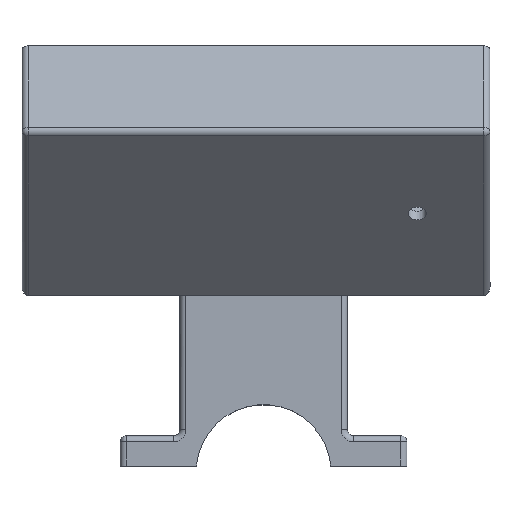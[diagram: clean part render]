
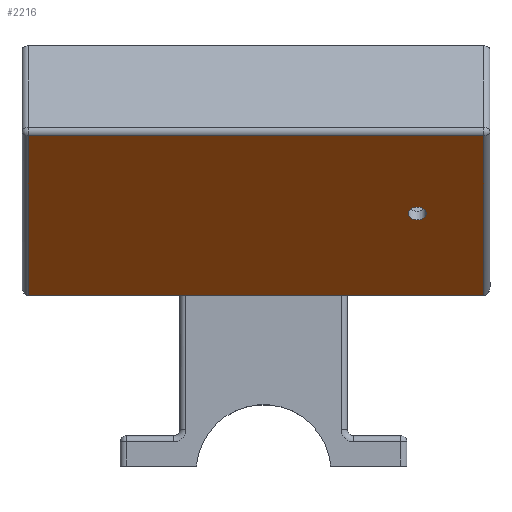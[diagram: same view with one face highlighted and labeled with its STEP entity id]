
A CAD part, top view. The second image highlights one B-rep face of the part: STEP entity #2216.
In plain terms, the highlighted planar face has unit normal (0, -0.707, 0.707).
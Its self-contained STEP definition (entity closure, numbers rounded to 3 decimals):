
#38 = ORIENTED_EDGE ( 'NONE', *, *, #2132, .F. ) ;
#153 = LINE ( 'NONE', #3213, #2976 ) ;
#243 = CARTESIAN_POINT ( 'NONE',  ( -4.449, 44.763, 45.098 ) ) ;
#392 = DIRECTION ( 'NONE',  ( 0., 0.707, -0.707 ) ) ;
#480 = CARTESIAN_POINT ( 'NONE',  ( 20.591, 32., 32.335 ) ) ;
#723 = CARTESIAN_POINT ( 'NONE',  ( -42.989, 18.53, 18.865 ) ) ;
#726 = VERTEX_POINT ( 'NONE', #1116 ) ;
#738 = FACE_OUTER_BOUND ( 'NONE', #3944, .T. ) ;
#789 = VERTEX_POINT ( 'NONE', #1207 ) ;
#823 = DIRECTION ( 'NONE',  ( 0., 0.707, 0.707 ) ) ;
#1022 = EDGE_CURVE ( 'NONE', #1603, #789, #1027, .T. ) ;
#1027 = LINE ( 'NONE', #723, #1206 ) ;
#1116 = CARTESIAN_POINT ( 'NONE',  ( 33.091, 44.763, 45.098 ) ) ;
#1155 = EDGE_CURVE ( 'NONE', #1499, #789, #1201, .T. ) ;
#1194 = EDGE_CURVE ( 'NONE', #1603, #726, #153, .T. ) ;
#1201 = LINE ( 'NONE', #2801, #3191 ) ;
#1206 = VECTOR ( 'NONE', #4039, 1000. ) ;
#1207 = CARTESIAN_POINT ( 'NONE',  ( -41.989, 18.53, 18.865 ) ) ;
#1252 = EDGE_CURVE ( 'NONE', #726, #1499, #2288, .T. ) ;
#1268 = DIRECTION ( 'NONE',  ( 0., -0.707, 0.707 ) ) ;
#1341 = DIRECTION ( 'NONE',  ( 0., -0.707, -0.707 ) ) ;
#1421 = CIRCLE ( 'NONE', #1634, 1.5 ) ;
#1499 = VERTEX_POINT ( 'NONE', #3036 ) ;
#1592 = ORIENTED_EDGE ( 'NONE', *, *, #1022, .F. ) ;
#1603 = VERTEX_POINT ( 'NONE', #2802 ) ;
#1634 = AXIS2_PLACEMENT_3D ( 'NONE', #2667, #1268, #3658 ) ;
#1643 = ORIENTED_EDGE ( 'NONE', *, *, #1252, .T. ) ;
#1734 = PLANE ( 'NONE',  #3683 ) ;
#2051 = ORIENTED_EDGE ( 'NONE', *, *, #1155, .T. ) ;
#2132 = EDGE_CURVE ( 'NONE', #2220, #2220, #1421, .T. ) ;
#2216 = ADVANCED_FACE ( 'NONE', ( #4106, #738 ), #1734, .F. ) ;
#2220 = VERTEX_POINT ( 'NONE', #480 ) ;
#2288 = LINE ( 'NONE', #243, #4097 ) ;
#2667 = CARTESIAN_POINT ( 'NONE',  ( 22.091, 32., 32.335 ) ) ;
#2801 = CARTESIAN_POINT ( 'NONE',  ( -41.989, 32., 32.335 ) ) ;
#2802 = CARTESIAN_POINT ( 'NONE',  ( 33.091, 18.53, 18.865 ) ) ;
#2976 = VECTOR ( 'NONE', #823, 1000. ) ;
#3034 = ORIENTED_EDGE ( 'NONE', *, *, #1194, .T. ) ;
#3036 = CARTESIAN_POINT ( 'NONE',  ( -41.989, 44.763, 45.098 ) ) ;
#3191 = VECTOR ( 'NONE', #3849, 1000. ) ;
#3213 = CARTESIAN_POINT ( 'NONE',  ( 33.091, 32., 32.335 ) ) ;
#3456 = CARTESIAN_POINT ( 'NONE',  ( -4.449, 32., 32.335 ) ) ;
#3658 = DIRECTION ( 'NONE',  ( -1., 0., 0. ) ) ;
#3683 = AXIS2_PLACEMENT_3D ( 'NONE', #3456, #392, #1341 ) ;
#3849 = DIRECTION ( 'NONE',  ( 0., -0.707, -0.707 ) ) ;
#3920 = EDGE_LOOP ( 'NONE', ( #38 ) ) ;
#3944 = EDGE_LOOP ( 'NONE', ( #1592, #3034, #1643, #2051 ) ) ;
#3996 = DIRECTION ( 'NONE',  ( -1., 0., 0. ) ) ;
#4039 = DIRECTION ( 'NONE',  ( -1., 0., 0. ) ) ;
#4097 = VECTOR ( 'NONE', #3996, 1000. ) ;
#4106 = FACE_BOUND ( 'NONE', #3920, .T. ) ;
